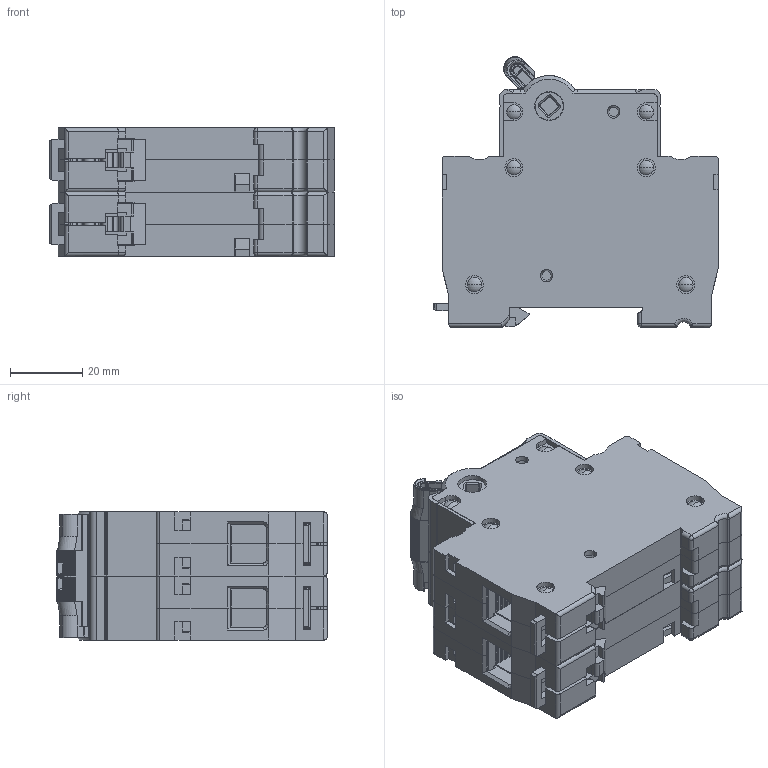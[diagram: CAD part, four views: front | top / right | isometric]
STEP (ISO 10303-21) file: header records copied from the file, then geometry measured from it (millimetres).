
FILE_DESCRIPTION(/* description */ (''),/* implementation_level */ '2;1');
FILE_NAME(/* name */ 'P1MS 2P 3D Drawing_001.stp',/* time_stamp */ '2020-07-10T16:28:36+02:00',/* author */ (''),/* organization */ (''),/* preprocessor_version */ 'ST-DEVELOPER v16',/* originating_system */ 'SIEMENS PLM Software NX 10.0',/* authorisation */ '');
FILE_SCHEMA (('CONFIG_CONTROL_DESIGN'));
Products named in the file (17): 8LD.315.1326; 8LD.024.1309; 8LD.550.1124; 8LD.557.1203; 8LD.557.1202; 8LD.253.1228; 8LD.288.1416; 8LD.206.1620; 8LD.253.1303; 8LD.271.1061; 8LD.967.1005; 8LD.206.1415; 8LD.206.271; 5LD.024.1222; 5LD.557.1048; 5LD.551.1288; model1
Assembly tree (29 placements, depth 3):
  model1
    8LD.206.271  x2
    8LD.206.1415  x2
    5LD.551.1288  x2
      8LD.557.1202
    8LD.967.1005  x6
    5LD.557.1048  x2
      8LD.557.1203
      8LD.550.1124
    8LD.271.1061  x2
    5LD.024.1222  x2
      8LD.024.1309
      8LD.315.1326
    8LD.253.1303  x2
    8LD.206.1620
    8LD.288.1416  x2
    8LD.253.1228
Bounding box: 79 x 75.14 x 35.6 mm (x, y, z)
Volume: 60053.7 mm3; surface area: 83822.4 mm2
Topology: 28 solids, 28 shells, 3784 faces, 10342 edges, 6708 vertices
Faces by surface type: plane 2313, cylinder 1141, torus 150, cone 84, bspline 64, sphere 32
Entity records: 70250 total; most frequent: CARTESIAN_POINT 16601, ORIENTED_EDGE 10960, DIRECTION 10624, EDGE_CURVE 5480, LINE 3912, VECTOR 3912, VERTEX_POINT 3565, AXIS2_PLACEMENT_3D 3356
